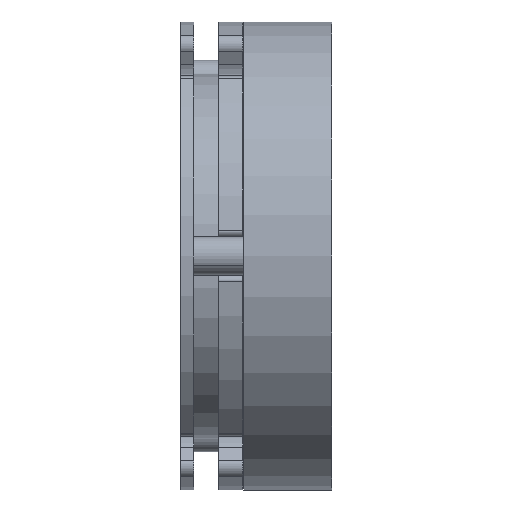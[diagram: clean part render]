
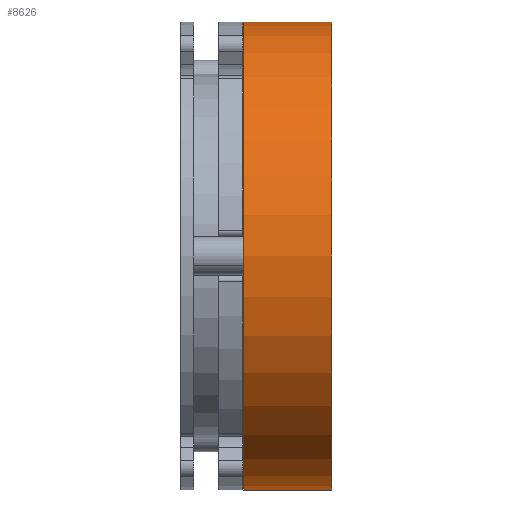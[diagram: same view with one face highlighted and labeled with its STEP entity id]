
A CAD part, front view. The second image highlights one B-rep face of the part: STEP entity #8626.
In plain terms, the highlighted cylindrical face has radius 42.5 mm (diameter 85 mm), a partial arc.
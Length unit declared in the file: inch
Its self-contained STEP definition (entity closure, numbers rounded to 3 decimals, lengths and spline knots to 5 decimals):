
#52 = EDGE_CURVE ( 'NONE', #10430, #5671, #8386, .T. ) ;
#839 = DIRECTION ( 'NONE',  ( 0., 0., 1. ) ) ;
#993 = ORIENTED_EDGE ( 'NONE', *, *, #4821, .F. ) ;
#1252 = CARTESIAN_POINT ( 'NONE',  ( -0.64492, -0.15713, -1.79601 ) ) ;
#1383 = DIRECTION ( 'NONE',  ( -1., 0., 0. ) ) ;
#1634 = VERTEX_POINT ( 'NONE', #11818 ) ;
#1951 = CARTESIAN_POINT ( 'NONE',  ( 0.35137, -0.15713, -1.79601 ) ) ;
#2585 = CYLINDRICAL_SURFACE ( 'NONE', #8478, 1.67323 ) ;
#2591 = LINE ( 'NONE', #7082, #6033 ) ;
#3880 = AXIS2_PLACEMENT_3D ( 'NONE', #9116, #4516, #10850 ) ;
#3900 = EDGE_CURVE ( 'NONE', #5671, #10529, #2591, .T. ) ;
#4246 = VECTOR ( 'NONE', #1383, 39.37008 ) ;
#4436 = LINE ( 'NONE', #1252, #4246 ) ;
#4516 = DIRECTION ( 'NONE',  ( -1., 0., 0. ) ) ;
#4548 = CARTESIAN_POINT ( 'NONE',  ( -0.64492, -0.15713, -0.12278 ) ) ;
#4821 = EDGE_CURVE ( 'NONE', #1634, #10529, #6840, .T. ) ;
#5239 = EDGE_LOOP ( 'NONE', ( #6944, #5361, #12190, #993 ) ) ;
#5361 = ORIENTED_EDGE ( 'NONE', *, *, #52, .T. ) ;
#5412 = CARTESIAN_POINT ( 'NONE',  ( 0.35137, -0.15713, 1.55045 ) ) ;
#5671 = VERTEX_POINT ( 'NONE', #5412 ) ;
#6033 = VECTOR ( 'NONE', #8062, 39.37008 ) ;
#6334 = FACE_OUTER_BOUND ( 'NONE', #5239, .T. ) ;
#6840 = CIRCLE ( 'NONE', #12154, 1.67323 ) ;
#6944 = ORIENTED_EDGE ( 'NONE', *, *, #11040, .F. ) ;
#7082 = CARTESIAN_POINT ( 'NONE',  ( -0.64492, -0.15713, 1.55045 ) ) ;
#7098 = CARTESIAN_POINT ( 'NONE',  ( -0.27855, -0.15713, 1.55045 ) ) ;
#8062 = DIRECTION ( 'NONE',  ( -1., 0., 0. ) ) ;
#8091 = DIRECTION ( 'NONE',  ( -1., 0., 0. ) ) ;
#8386 = CIRCLE ( 'NONE', #3880, 1.67323 ) ;
#8478 = AXIS2_PLACEMENT_3D ( 'NONE', #4548, #12058, #9331 ) ;
#8626 = ADVANCED_FACE ( 'NONE', ( #6334 ), #2585, .T. ) ;
#9116 = CARTESIAN_POINT ( 'NONE',  ( 0.35137, -0.15713, -0.12278 ) ) ;
#9251 = CARTESIAN_POINT ( 'NONE',  ( -0.27855, -0.15713, -0.12278 ) ) ;
#9331 = DIRECTION ( 'NONE',  ( 0., 0., 1. ) ) ;
#10430 = VERTEX_POINT ( 'NONE', #1951 ) ;
#10529 = VERTEX_POINT ( 'NONE', #7098 ) ;
#10850 = DIRECTION ( 'NONE',  ( 0., 0., 1. ) ) ;
#11040 = EDGE_CURVE ( 'NONE', #10430, #1634, #4436, .T. ) ;
#11818 = CARTESIAN_POINT ( 'NONE',  ( -0.27855, -0.15713, -1.79601 ) ) ;
#12058 = DIRECTION ( 'NONE',  ( -1., 0., 0. ) ) ;
#12154 = AXIS2_PLACEMENT_3D ( 'NONE', #9251, #8091, #839 ) ;
#12190 = ORIENTED_EDGE ( 'NONE', *, *, #3900, .T. ) ;
